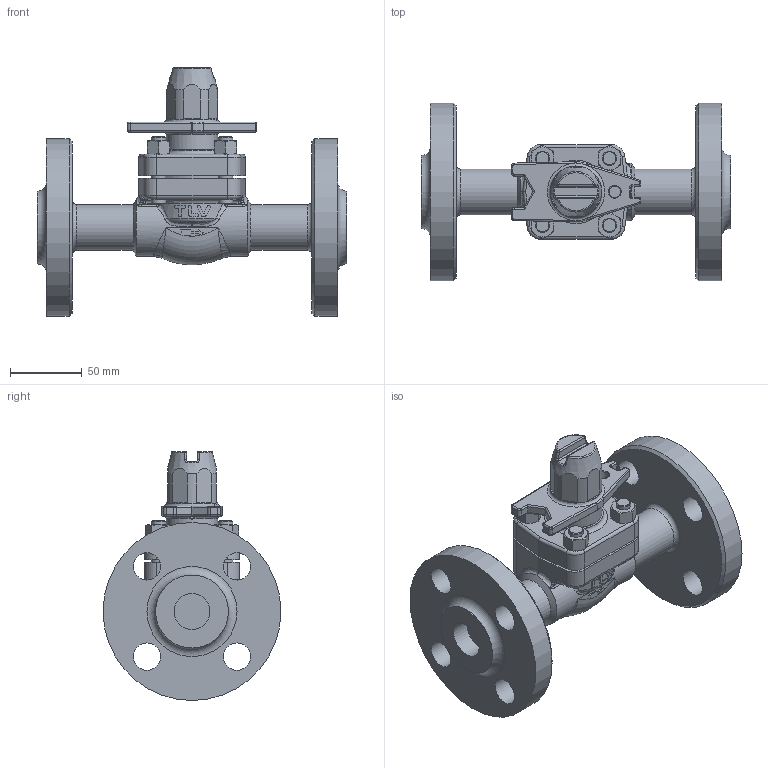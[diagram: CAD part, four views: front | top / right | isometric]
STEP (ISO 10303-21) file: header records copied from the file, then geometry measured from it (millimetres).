
FILE_DESCRIPTION(/* description */ (''),/* implementation_level */ '2;1');
FILE_NAME(/* name */ 'bd800-025-a0600-00.stp',/* time_stamp */ '2018-11-01T16:33:13+09:00',/* author */ ('nakaot'),/* organization */ (''),/* preprocessor_version */ 'ST-DEVELOPER v15.6',/* originating_system */ 'Autodesk Inventor 2015',/* authorisation */ '');
FILE_SCHEMA (('CONFIG_CONTROL_DESIGN'));
Length unit declared in the file: centimetre
Products named in the file (1): bd800-025-a0600-00
Bounding box: 216 x 124 x 173.5 mm (x, y, z)
Volume: 790864.9 mm3; surface area: 133641.5 mm2
Topology: 1 solids, 5 shells, 480 faces, 1117 edges, 662 vertices
Faces by surface type: plane 176, cylinder 139, cone 66, bspline 49, torus 34, sphere 16
Full cylindrical faces by diameter (mm): 3 x1, 8 x1, 8.376 x2, 10 x10, 11 x4, 12 x1, 13 x1, 15 x2, 18 x1, 18.376 x1, 19 x8, 22.2 x2, 24.5 x1, 25 x2, 25.5 x1, 27 x1, 32 x2, 36 x2, 50.8 x2, 54 x1, 124 x2
Entity records: 15063 total; most frequent: CARTESIAN_POINT 4843, DIRECTION 2138, ORIENTED_EDGE 2016, EDGE_CURVE 1008, AXIS2_PLACEMENT_3D 915, VERTEX_POINT 638, EDGE_LOOP 604, FACE_OUTER_BOUND 479
